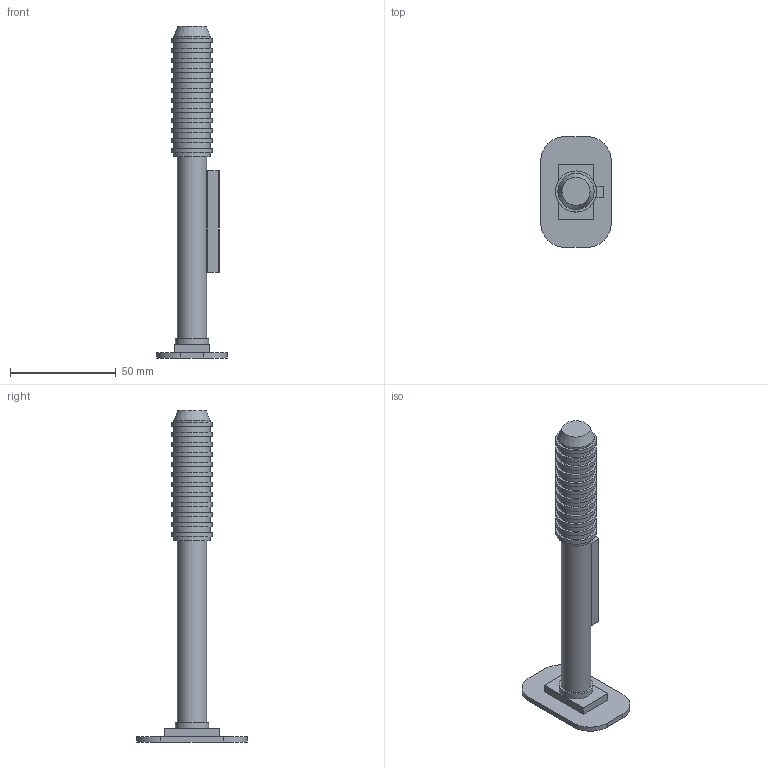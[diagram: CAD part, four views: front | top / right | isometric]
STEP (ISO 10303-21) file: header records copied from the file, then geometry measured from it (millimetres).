
FILE_DESCRIPTION(('Open CASCADE Model'),'2;1');
FILE_NAME('Open CASCADE Shape Model','2026-01-19T10:08:48',('Author'),( 'Open CASCADE'),'Open CASCADE STEP processor 7.7','Open CASCADE 7.7' ,'Unknown');
FILE_SCHEMA(('AUTOMOTIVE_DESIGN { 1 0 10303 214 1 1 1 1 }'));
Length unit declared in the file: millimetre
Products named in the file (3): Open CASCADE STEP translator 7.7 1; Open CASCADE STEP translator 7.7 1.1; Open CASCADE STEP translator 7.7 1.2
Assembly tree (2 placements, depth 2):
  Open CASCADE STEP translator 7.7 1
    Open CASCADE STEP translator 7.7 1.1
    Open CASCADE STEP translator 7.7 1.2
Bounding box: 33.25 x 52.25 x 156.88 mm (x, y, z)
Volume: 35860.1 mm3; surface area: 14018.2 mm2
Topology: 2 solids, 2 shells, 81 faces, 148 edges, 99 vertices
Faces by surface type: plane 45, cylinder 35, cone 1
Full cylindrical faces by diameter (mm): 13.775 x1, 15.675 x1, 17.1 x13, 19.38 x12
Entity records: 4075 total; most frequent: CARTESIAN_POINT 811, DIRECTION 649, LINE 299, VECTOR 299, ORIENTED_EDGE 296, PCURVE 296, DEFINITIONAL_REPRESENTATION 296, AXIS2_PLACEMENT_3D 155
